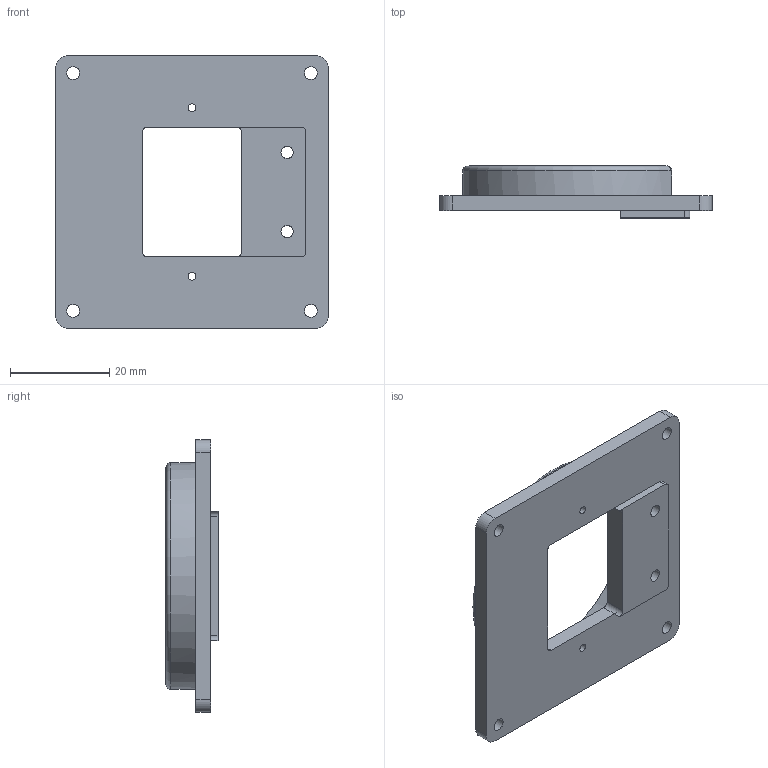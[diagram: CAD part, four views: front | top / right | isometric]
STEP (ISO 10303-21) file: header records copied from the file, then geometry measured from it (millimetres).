
FILE_DESCRIPTION(/* description */ (''),/* implementation_level */ '2;1');
FILE_NAME(/* name */ 'UnitV_Mount.stp',/* time_stamp */ '2024-03-07T17:44:55+09:00',/* author */ ('Hanaoka'),/* organization */ (''),/* preprocessor_version */ 'ST-DEVELOPER v20',/* originating_system */ 'Autodesk Inventor 2024',/* authorisation */ '');
FILE_SCHEMA (('AUTOMOTIVE_DESIGN { 1 0 10303 214 3 1 1 }'));
Length unit declared in the file: millimetre
Products named in the file (1): UnitV_Mount
Bounding box: 55 x 10.5 x 55 mm (x, y, z)
Volume: 8632.8 mm3; surface area: 7873.9 mm2
Topology: 1 solids, 1 shells, 49 faces, 133 edges, 86 vertices
Faces by surface type: cylinder 25, plane 17, torus 5, sphere 2
Full cylindrical faces by diameter (mm): 1.6 x2, 2.5 x2, 2.6 x4, 45.8 x1, 50.1 x1
Entity records: 1736 total; most frequent: CARTESIAN_POINT 335, DIRECTION 294, ORIENTED_EDGE 266, EDGE_CURVE 133, AXIS2_PLACEMENT_3D 117, VERTEX_POINT 86, EDGE_LOOP 67, CIRCLE 67
